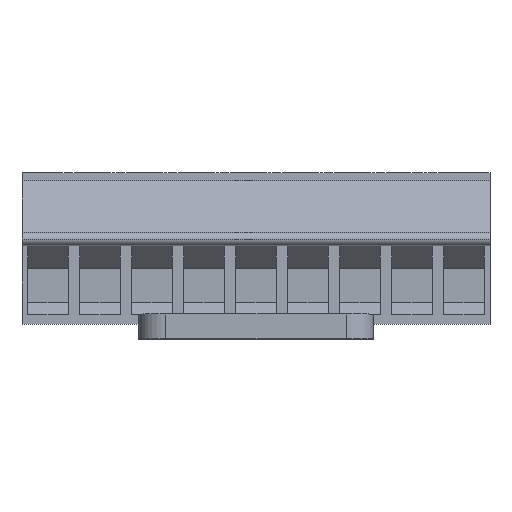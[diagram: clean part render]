
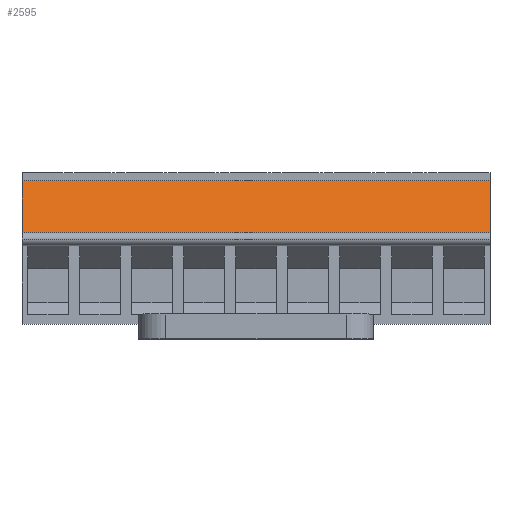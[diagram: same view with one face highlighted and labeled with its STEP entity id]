
A CAD part, top view. The second image highlights one B-rep face of the part: STEP entity #2595.
In plain terms, the highlighted planar face has unit normal (0, 0.359, 0.933).
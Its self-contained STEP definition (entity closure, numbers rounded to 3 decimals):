
#2582=AXIS2_PLACEMENT_3D('Plane Axis2P3D',#2579,#2580,#2581) ;
#2422=CARTESIAN_POINT('Vertex',(0.,7.83,14.85)) ;
#2425=CARTESIAN_POINT('Line Origine',(0.,9.715,14.125)) ;
#2429=CARTESIAN_POINT('Vertex',(0.,11.6,13.4)) ;
#2486=CARTESIAN_POINT('Vertex',(34.29,11.6,13.4)) ;
#2489=CARTESIAN_POINT('Line Origine',(34.29,9.715,14.125)) ;
#2493=CARTESIAN_POINT('Vertex',(34.29,7.83,14.85)) ;
#2567=CARTESIAN_POINT('Line Origine',(17.145,11.6,13.4)) ;
#2579=CARTESIAN_POINT('Axis2P3D Location',(0.,7.83,14.85)) ;
#2584=CARTESIAN_POINT('Line Origine',(17.145,7.83,14.85)) ;
#2426=DIRECTION('Vector Direction',(0.,0.933,-0.359)) ;
#2490=DIRECTION('Vector Direction',(0.,0.933,-0.359)) ;
#2568=DIRECTION('Vector Direction',(1.,0.,0.)) ;
#2580=DIRECTION('Axis2P3D Direction',(0.,-0.359,-0.933)) ;
#2581=DIRECTION('Axis2P3D XDirection',(0.,0.933,-0.359)) ;
#2585=DIRECTION('Vector Direction',(1.,0.,0.)) ;
#2427=VECTOR('Line Direction',#2426,1.) ;
#2491=VECTOR('Line Direction',#2490,1.) ;
#2569=VECTOR('Line Direction',#2568,1.) ;
#2586=VECTOR('Line Direction',#2585,1.) ;
#2590=ORIENTED_EDGE('',*,*,#2495,.T.) ;
#2591=ORIENTED_EDGE('',*,*,#2571,.F.) ;
#2592=ORIENTED_EDGE('',*,*,#2431,.T.) ;
#2593=ORIENTED_EDGE('',*,*,#2588,.T.) ;
#2595=ADVANCED_FACE('HOUSING',(#2594),#2583,.F.) ;
#2431=EDGE_CURVE('',#2430,#2423,#2428,.F.) ;
#2495=EDGE_CURVE('',#2494,#2487,#2492,.T.) ;
#2571=EDGE_CURVE('',#2430,#2487,#2570,.T.) ;
#2588=EDGE_CURVE('',#2423,#2494,#2587,.T.) ;
#2589=EDGE_LOOP('',(#2590,#2591,#2592,#2593)) ;
#2594=FACE_OUTER_BOUND('',#2589,.T.) ;
#2428=LINE('Line',#2425,#2427) ;
#2492=LINE('Line',#2489,#2491) ;
#2570=LINE('Line',#2567,#2569) ;
#2587=LINE('Line',#2584,#2586) ;
#2583=PLANE('',#2582) ;
#2423=VERTEX_POINT('',#2422) ;
#2430=VERTEX_POINT('',#2429) ;
#2487=VERTEX_POINT('',#2486) ;
#2494=VERTEX_POINT('',#2493) ;
